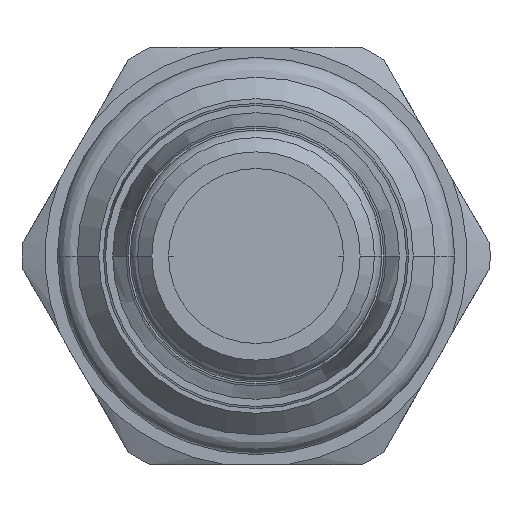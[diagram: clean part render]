
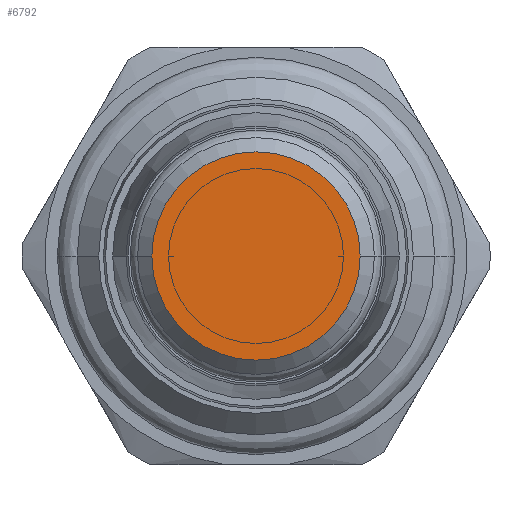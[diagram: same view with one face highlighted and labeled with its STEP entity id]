
A CAD part, front view. The second image highlights one B-rep face of the part: STEP entity #6792.
In plain terms, the highlighted planar face has unit normal (0, -1, 0).
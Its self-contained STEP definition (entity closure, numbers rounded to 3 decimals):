
#3187=CARTESIAN_POINT('',(0.,0.,0.));
#3188=DIRECTION('',(0.,1.,0.));
#3189=DIRECTION('',(1.,0.,0.));
#3190=AXIS2_PLACEMENT_3D('',#3187,#3188,#3189);
#3205=CARTESIAN_POINT('',(0.,0.,0.));
#3206=DIRECTION('',(0.,1.,0.));
#3207=DIRECTION('',(-1.,0.,0.));
#3208=AXIS2_PLACEMENT_3D('',#3205,#3206,#3207);
#3271=CARTESIAN_POINT('',(-5.55,0.,0.));
#3272=CARTESIAN_POINT('',(5.55,0.,0.));
#3273=VERTEX_POINT('',#3271);
#3274=VERTEX_POINT('',#3272);
#6782=CARTESIAN_POINT('',(0.,0.,0.));
#6783=DIRECTION('',(0.,1.,0.));
#6784=DIRECTION('',(1.,0.,0.));
#6785=AXIS2_PLACEMENT_3D('',#6782,#6783,#6784);
#6786=PLANE('',#6785);
#6787=ORIENTED_EDGE('',*,*,#6772,.T.);
#6789=ORIENTED_EDGE('',*,*,#6788,.T.);
#6790=EDGE_LOOP('',(#6787,#6789));
#6791=FACE_OUTER_BOUND('',#6790,.F.);
#6792=ADVANCED_FACE('',(#6791),#6786,.F.);
#3191=CIRCLE('',#3190,5.55);
#3209=CIRCLE('',#3208,5.55);
#6772=EDGE_CURVE('',#3274,#3273,#3191,.T.);
#6788=EDGE_CURVE('',#3273,#3274,#3209,.T.);
